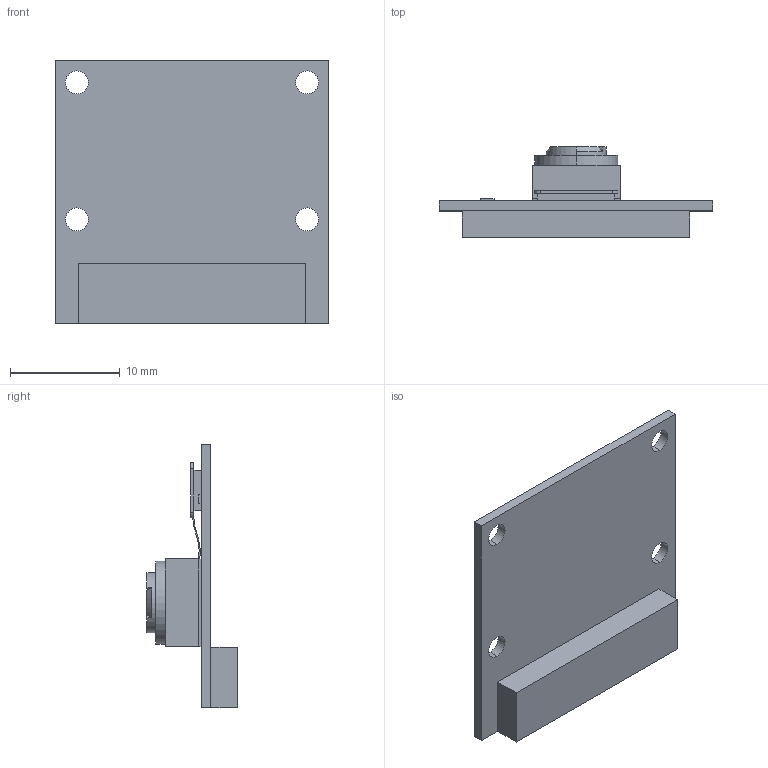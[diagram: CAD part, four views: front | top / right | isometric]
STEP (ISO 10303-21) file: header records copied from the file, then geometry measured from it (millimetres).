
FILE_DESCRIPTION (( 'STEP AP214' ), '1' );
FILE_NAME ('RasPi_Camera.STEP', '2016-02-24T09:33:06', ( '' ), ( '' ), 'SwSTEP 2.0', 'SolidWorks 2014', '' );
FILE_SCHEMA (( 'AUTOMOTIVE_DESIGN' ));
Length unit declared in the file: millimetre
Products named in the file (8): OVA5647_FOV; OVA5647_IR-Glas_Standard; OVA5647_Standard; OVA5647_Lens_FOV; OVA5647_Housing_Standard; OVA5647_Pigtail_Standard; RasPi_Camera; RasPi_Camera_Board_Standard
Assembly tree (7 placements, depth 3):
  RasPi_Camera
    RasPi_Camera_Board_Standard
    OVA5647_FOV
      OVA5647_Standard
      OVA5647_Housing_Standard
      OVA5647_IR-Glas_Standard
      OVA5647_Lens_FOV
      OVA5647_Pigtail_Standard
Bounding box: 25 x 8.25 x 24 mm (x, y, z)
Volume: 1063.1 mm3; surface area: 2225.8 mm2
Topology: 7 solids, 7 shells, 493 faces, 1248 edges, 790 vertices
Faces by surface type: plane 191, cylinder 156, torus 124, bspline 9, cone 9, sphere 4
Entity records: 16388 total; most frequent: CARTESIAN_POINT 3219, DIRECTION 2681, ORIENTED_EDGE 2496, EDGE_CURVE 1248, AXIS2_PLACEMENT_3D 1080, VERTEX_POINT 790, EDGE_LOOP 648, CIRCLE 585
